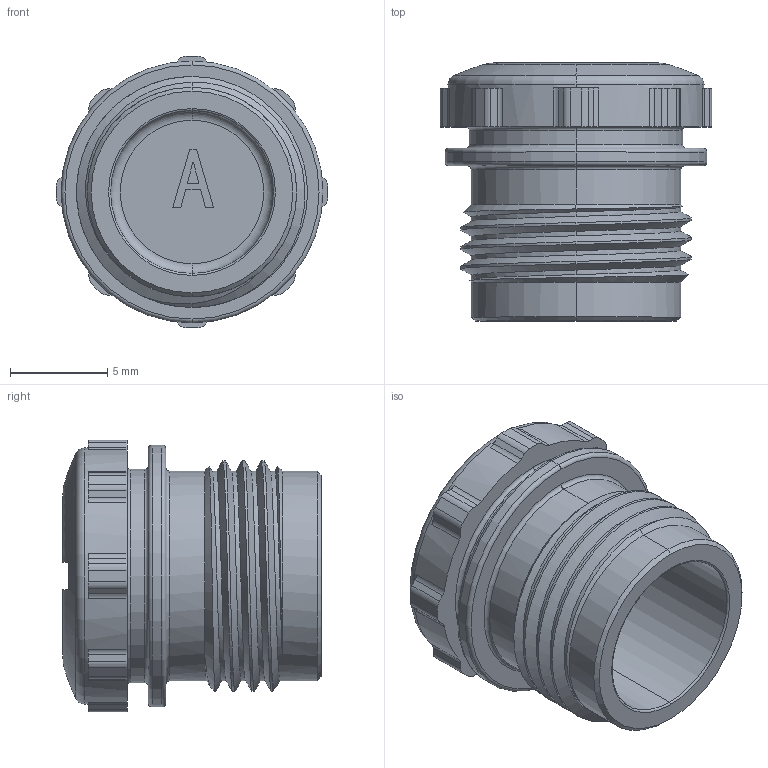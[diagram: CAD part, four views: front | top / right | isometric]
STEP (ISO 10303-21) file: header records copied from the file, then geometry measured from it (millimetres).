
FILE_DESCRIPTION(/* description */ (''),/* implementation_level */ '2;1');
FILE_NAME(/* name */ 'CC-M12F-P50.stp',/* time_stamp */ '2023-07-31T13:53:26+08:00',/* author */ (''),/* organization */ (''),/* preprocessor_version */ 'ST-DEVELOPER v11',/* originating_system */ 'SIEMENS PLM Software NX 7.5',/* authorisation */ '');
FILE_SCHEMA (('CONFIG_CONTROL_DESIGN'));
Length unit declared in the file: millimetre
Products named in the file (1): fangchengai_step
Bounding box: 14 x 13.3 x 14 mm (x, y, z)
Volume: 862 mm3; surface area: 1220.8 mm2
Topology: 1 solids, 1 shells, 161 faces, 434 edges, 281 vertices
Faces by surface type: plane 68, cylinder 62, torus 19, cone 8, sphere 2, bspline 2
Entity records: 5646 total; most frequent: CARTESIAN_POINT 1491, DIRECTION 876, ORIENTED_EDGE 868, EDGE_CURVE 434, AXIS2_PLACEMENT_3D 326, VERTEX_POINT 281, LINE 224, VECTOR 224
